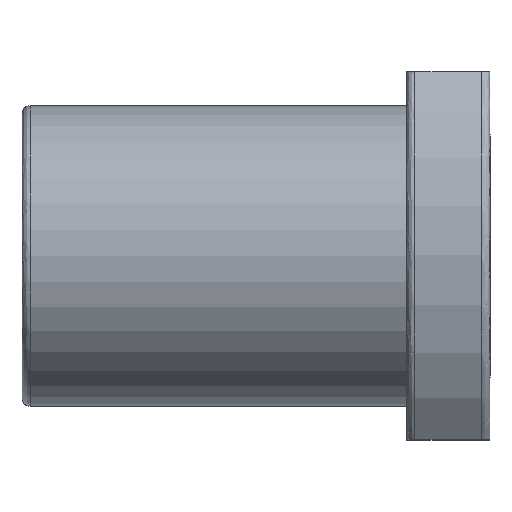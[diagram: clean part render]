
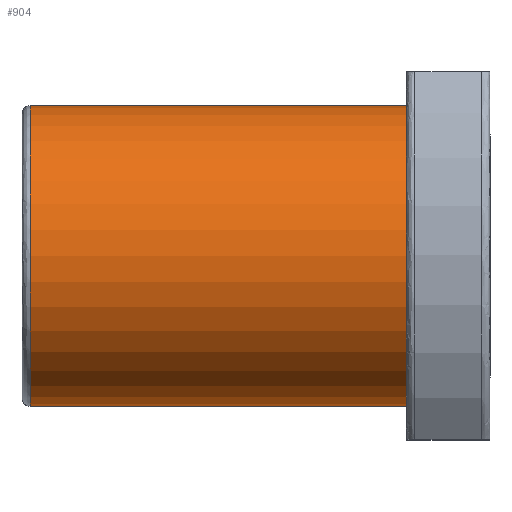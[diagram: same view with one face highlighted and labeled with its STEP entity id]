
A CAD part, top view. The second image highlights one B-rep face of the part: STEP entity #904.
In plain terms, the highlighted cylindrical face has radius 9 mm (diameter 18 mm), a partial arc.
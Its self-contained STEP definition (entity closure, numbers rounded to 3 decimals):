
#12 = AXIS2_PLACEMENT_3D ( 'NONE', #1065, #205, #1258 ) ;
#62 = DIRECTION ( 'NONE',  ( -1., 0., 0. ) ) ;
#96 = CARTESIAN_POINT ( 'NONE',  ( -13., 9., 0. ) ) ;
#194 = VERTEX_POINT ( 'NONE', #956 ) ;
#205 = DIRECTION ( 'NONE',  ( 1., 0., 0. ) ) ;
#210 = FACE_OUTER_BOUND ( 'NONE', #455, .T. ) ;
#303 = DIRECTION ( 'NONE',  ( -1., 0., 0. ) ) ;
#331 = CARTESIAN_POINT ( 'NONE',  ( 0., -9., 0. ) ) ;
#455 = EDGE_LOOP ( 'NONE', ( #1233, #893, #748, #1278 ) ) ;
#487 = DIRECTION ( 'NONE',  ( 0., -1., 0. ) ) ;
#538 = CARTESIAN_POINT ( 'NONE',  ( 0., 9., 0. ) ) ;
#611 = VECTOR ( 'NONE', #1191, 1000. ) ;
#620 = AXIS2_PLACEMENT_3D ( 'NONE', #1334, #746, #1456 ) ;
#746 = DIRECTION ( 'NONE',  ( -1., 0., 0. ) ) ;
#748 = ORIENTED_EDGE ( 'NONE', *, *, #752, .T. ) ;
#752 = EDGE_CURVE ( 'NONE', #1245, #194, #1351, .T. ) ;
#851 = AXIS2_PLACEMENT_3D ( 'NONE', #1534, #303, #487 ) ;
#854 = EDGE_CURVE ( 'NONE', #1225, #1013, #1240, .T. ) ;
#893 = ORIENTED_EDGE ( 'NONE', *, *, #1547, .T. ) ;
#904 = ADVANCED_FACE ( 'NONE', ( #210 ), #1251, .T. ) ;
#921 = CARTESIAN_POINT ( 'NONE',  ( -35.5, 9., 0. ) ) ;
#956 = CARTESIAN_POINT ( 'NONE',  ( -35.5, -9., 0. ) ) ;
#957 = EDGE_CURVE ( 'NONE', #1225, #194, #1221, .T. ) ;
#973 = VECTOR ( 'NONE', #62, 1000. ) ;
#980 = CARTESIAN_POINT ( 'NONE',  ( -13., -9., 0. ) ) ;
#1013 = VERTEX_POINT ( 'NONE', #96 ) ;
#1065 = CARTESIAN_POINT ( 'NONE',  ( -35.5, 0., 0. ) ) ;
#1191 = DIRECTION ( 'NONE',  ( -1., 0., 0. ) ) ;
#1221 = LINE ( 'NONE', #331, #611 ) ;
#1225 = VERTEX_POINT ( 'NONE', #980 ) ;
#1233 = ORIENTED_EDGE ( 'NONE', *, *, #854, .T. ) ;
#1237 = LINE ( 'NONE', #538, #973 ) ;
#1240 = CIRCLE ( 'NONE', #851, 9. ) ;
#1245 = VERTEX_POINT ( 'NONE', #921 ) ;
#1251 = CYLINDRICAL_SURFACE ( 'NONE', #620, 9. ) ;
#1258 = DIRECTION ( 'NONE',  ( 0., -1., 0. ) ) ;
#1278 = ORIENTED_EDGE ( 'NONE', *, *, #957, .F. ) ;
#1334 = CARTESIAN_POINT ( 'NONE',  ( 0., 0., 0. ) ) ;
#1351 = CIRCLE ( 'NONE', #12, 9. ) ;
#1456 = DIRECTION ( 'NONE',  ( 0., -1., 0. ) ) ;
#1534 = CARTESIAN_POINT ( 'NONE',  ( -13., 0., 0. ) ) ;
#1547 = EDGE_CURVE ( 'NONE', #1013, #1245, #1237, .T. ) ;
